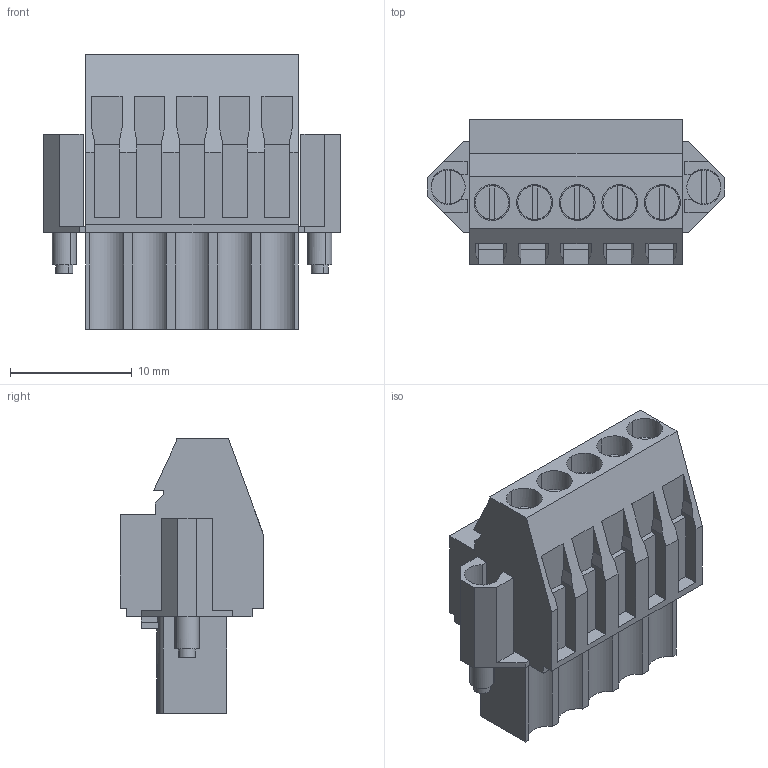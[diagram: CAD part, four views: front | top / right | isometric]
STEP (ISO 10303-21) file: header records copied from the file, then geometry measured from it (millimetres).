
FILE_DESCRIPTION(('CATIA V5 STEP Exchange','CAx-IF Rec.Pracs.--- Model Styling and Organization---1.2---2011-12-15'),'2;1');
FILE_NAME ('D1454070_0_1639270000_1639270000.stp','2017-04-18T08:38:02+00:00',('none'),('Weidmueller'),'CATIA Version 5-6 Release 2014','CATIA V5 STEP AP214','none');
FILE_SCHEMA(('AUTOMOTIVE_DESIGN { 1 0 10303 214 1 1 1 1 }'));
Length unit declared in the file: millimetre
Products named in the file (1): 1639270000
Bounding box: 24.44 x 11.83 x 22.6 mm (x, y, z)
Volume: 2834.3 mm3; surface area: 2770.3 mm2
Topology: 8 solids, 8 shells, 366 faces, 995 edges, 670 vertices
Faces by surface type: plane 305, cylinder 61
Entity records: 11047 total; most frequent: CARTESIAN_POINT 2065, ORIENTED_EDGE 1990, DIRECTION 1560, EDGE_CURVE 995, VECTOR 815, LINE 815, VERTEX_POINT 670, AXIS2_PLACEMENT_3D 455
